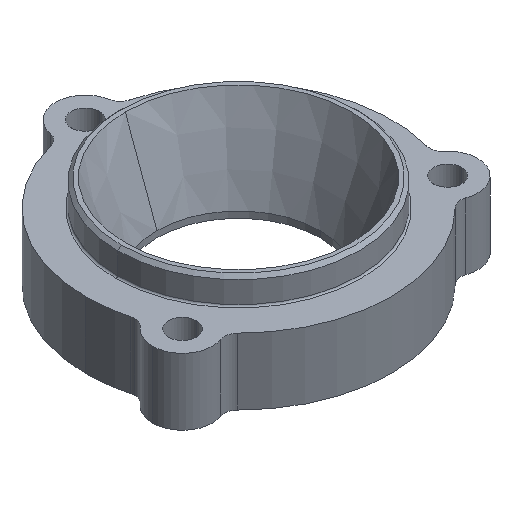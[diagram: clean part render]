
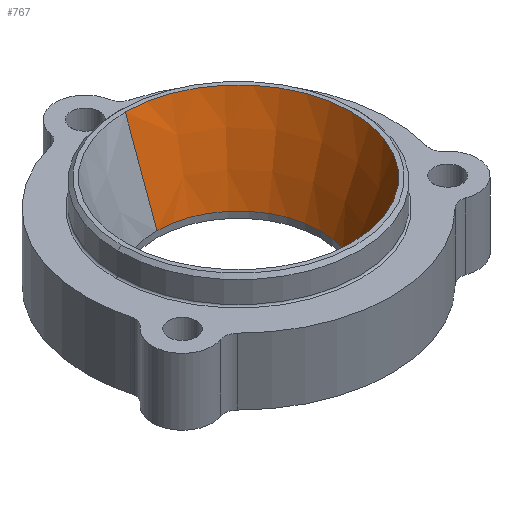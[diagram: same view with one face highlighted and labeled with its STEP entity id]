
A CAD part, isometric view. The second image highlights one B-rep face of the part: STEP entity #767.
In plain terms, the highlighted conical face has half-angle 20 degrees and reference radius 23.809 mm.
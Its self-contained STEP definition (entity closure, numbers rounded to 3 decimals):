
#19 = CARTESIAN_POINT ( 'NONE',  ( 0., 0., -18.101 ) ) ;
#21 = CIRCLE ( 'NONE', #607, 24.5 ) ;
#77 = EDGE_LOOP ( 'NONE', ( #1198, #1227, #517, #1049, #394 ) ) ;
#103 = FACE_OUTER_BOUND ( 'NONE', #77, .T. ) ;
#113 = CARTESIAN_POINT ( 'NONE',  ( 0., 0., -18.101 ) ) ;
#159 = VERTEX_POINT ( 'NONE', #383 ) ;
#183 = DIRECTION ( 'NONE',  ( 0., -1., 0. ) ) ;
#184 = LINE ( 'NONE', #414, #807 ) ;
#250 = AXIS2_PLACEMENT_3D ( 'NONE', #1169, #1176, #183 ) ;
#259 = DIRECTION ( 'NONE',  ( 0., -1., 0. ) ) ;
#286 = EDGE_CURVE ( 'NONE', #1283, #323, #184, .T. ) ;
#296 = CARTESIAN_POINT ( 'NONE',  ( 0., 34., 8. ) ) ;
#323 = VERTEX_POINT ( 'NONE', #296 ) ;
#360 = AXIS2_PLACEMENT_3D ( 'NONE', #813, #827, #942 ) ;
#376 = EDGE_CURVE ( 'NONE', #159, #1164, #1175, .T. ) ;
#383 = CARTESIAN_POINT ( 'NONE',  ( 0., -24.5, -18.101 ) ) ;
#394 = ORIENTED_EDGE ( 'NONE', *, *, #1090, .T. ) ;
#414 = CARTESIAN_POINT ( 'NONE',  ( 0., 23.809, -20. ) ) ;
#425 = EDGE_CURVE ( 'NONE', #487, #159, #1099, .T. ) ;
#438 = CARTESIAN_POINT ( 'NONE',  ( 0., 24.5, -18.101 ) ) ;
#487 = VERTEX_POINT ( 'NONE', #985 ) ;
#517 = ORIENTED_EDGE ( 'NONE', *, *, #425, .T. ) ;
#519 = EDGE_CURVE ( 'NONE', #1283, #487, #21, .T. ) ;
#537 = DIRECTION ( 'NONE',  ( 0., -1., 0. ) ) ;
#580 = DIRECTION ( 'NONE',  ( 0., 0., -1. ) ) ;
#607 = AXIS2_PLACEMENT_3D ( 'NONE', #19, #580, #259 ) ;
#632 = DIRECTION ( 'NONE',  ( 0., 0.342, 0.94 ) ) ;
#749 = DIRECTION ( 'NONE',  ( 0., -0.342, 0.94 ) ) ;
#767 = ADVANCED_FACE ( 'NONE', ( #103 ), #911, .F. ) ;
#807 = VECTOR ( 'NONE', #632, 1000. ) ;
#813 = CARTESIAN_POINT ( 'NONE',  ( 0., 0., 8. ) ) ;
#827 = DIRECTION ( 'NONE',  ( 0., 0., 1. ) ) ;
#859 = AXIS2_PLACEMENT_3D ( 'NONE', #113, #863, #537 ) ;
#863 = DIRECTION ( 'NONE',  ( 0., 0., -1. ) ) ;
#911 = CONICAL_SURFACE ( 'NONE', #250, 23.809, 0.349 ) ;
#942 = DIRECTION ( 'NONE',  ( 0., -1., 0. ) ) ;
#965 = CARTESIAN_POINT ( 'NONE',  ( 0., -34., 8. ) ) ;
#985 = CARTESIAN_POINT ( 'NONE',  ( 24.5, 0., -18.101 ) ) ;
#1049 = ORIENTED_EDGE ( 'NONE', *, *, #376, .T. ) ;
#1090 = EDGE_CURVE ( 'NONE', #1164, #323, #1308, .T. ) ;
#1099 = CIRCLE ( 'NONE', #859, 24.5 ) ;
#1164 = VERTEX_POINT ( 'NONE', #965 ) ;
#1169 = CARTESIAN_POINT ( 'NONE',  ( 0., 0., -20. ) ) ;
#1175 = LINE ( 'NONE', #1206, #1330 ) ;
#1176 = DIRECTION ( 'NONE',  ( 0., 0., 1. ) ) ;
#1198 = ORIENTED_EDGE ( 'NONE', *, *, #286, .F. ) ;
#1206 = CARTESIAN_POINT ( 'NONE',  ( 0., -23.809, -20. ) ) ;
#1227 = ORIENTED_EDGE ( 'NONE', *, *, #519, .T. ) ;
#1283 = VERTEX_POINT ( 'NONE', #438 ) ;
#1308 = CIRCLE ( 'NONE', #360, 34. ) ;
#1330 = VECTOR ( 'NONE', #749, 1000. ) ;
